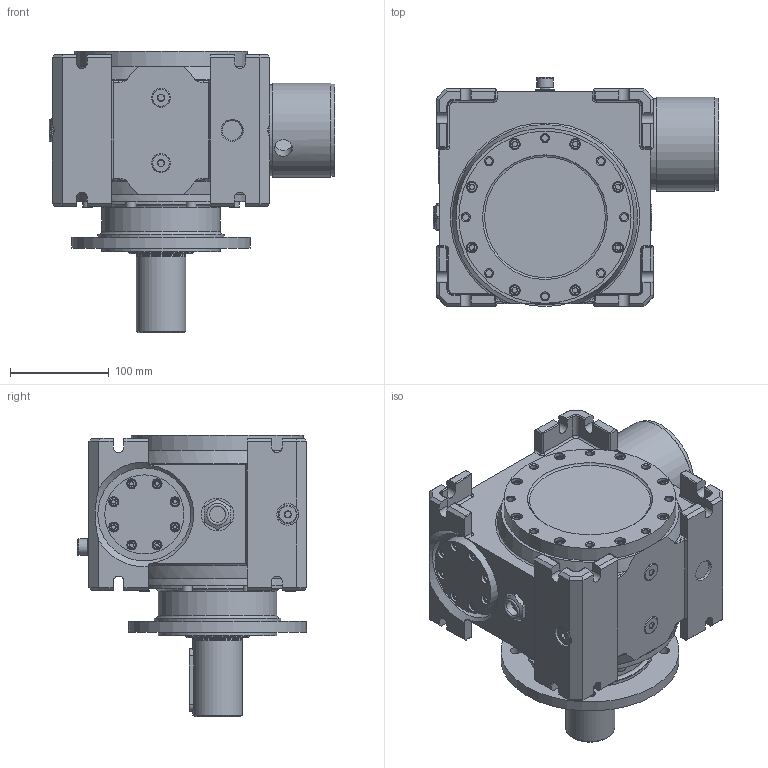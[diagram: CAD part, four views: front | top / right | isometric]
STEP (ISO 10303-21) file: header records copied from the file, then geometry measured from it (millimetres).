
FILE_DESCRIPTION( ( 'Unknown' ), '1' );
FILE_NAME( 'SGG74-1.stp', 'Unknown', ( 'Unknown' ), ( 'Unknown' ), 'PSStep 13.0', 'Unknown', ' ' );
FILE_SCHEMA( ( 'AUTOMOTIVE_DESIGN { 1 0 10303 214 1 1 1 1 }' ) );
Length unit declared in the file: millimetre
Products named in the file (1): Gehaeuse
Bounding box: 288.75 x 231.5 x 284.5 mm (x, y, z)
Volume: 7040387.7 mm3; surface area: 469784.3 mm2
Topology: 1 solids, 28 shells, 1071 faces, 2478 edges, 1595 vertices
Faces by surface type: plane 576, cylinder 251, bspline 101, cone 79, torus 62, extrusion 2
Full cylindrical faces by diameter (mm): 4.2 x8, 5 x8, 5.5 x16, 6 x16, 6.5 x16, 6.8 x8, 8.5 x8, 10 x32, 10.2 x1, 11 x13, 14 x2, 16 x1, 17 x2, 18 x1, 19 x5, 22 x5, 27 x3, 28 x1, 33 x2, 42 x2, 49.6 x1, 50 x1, 64.4 x1, 65 x2, 67 x1, 72 x1, 80 x1, 90 x1, 92 x1, 93 x1
Entity records: 59368 total; most frequent: CARTESIAN_POINT 29335, ORIENTED_EDGE 4146, DIRECTION 4049, EDGE_CURVE 2073, AXIS2_PLACEMENT_3D 1585, EDGE_LOOP 1553, VERTEX_POINT 1491, FACE_OUTER_BOUND 1285
